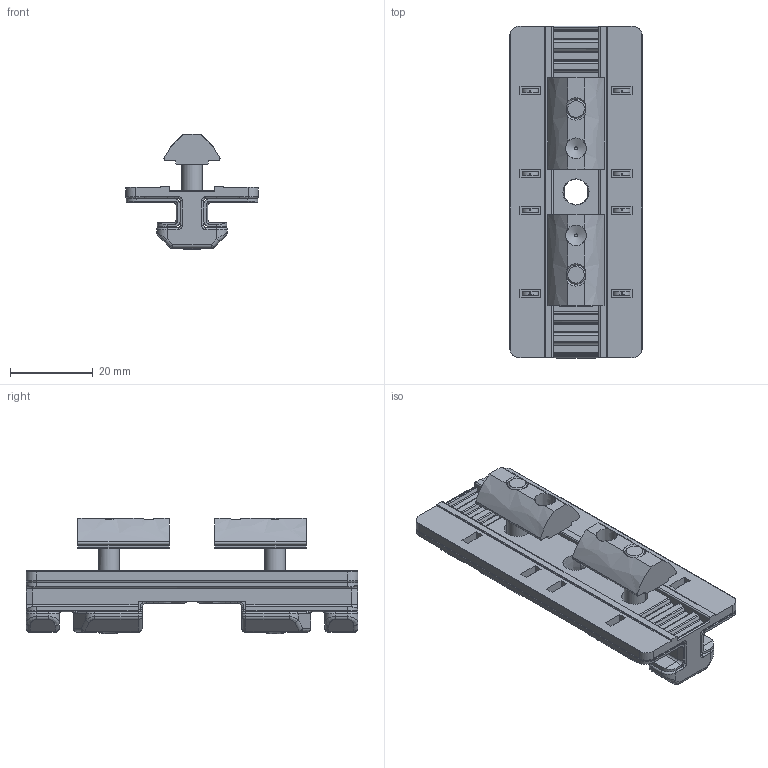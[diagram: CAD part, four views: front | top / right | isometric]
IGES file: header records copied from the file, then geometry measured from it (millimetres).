
Global section: file name: 128481; native system: Autodesk Inventor 2021; preprocessor: unknown; author: Mrówczyńska,,; organization: 11; date: 20230131.115705; units: millimetre
Bounding box: 32 x 80 x 27.8 mm (x, y, z)
Volume: 17798.2 mm3; surface area: 14803.6 mm2
Topology: 1 solids, 3 shells, 648 faces, 1699 edges, 1036 vertices
Faces by surface type: bspline 648
